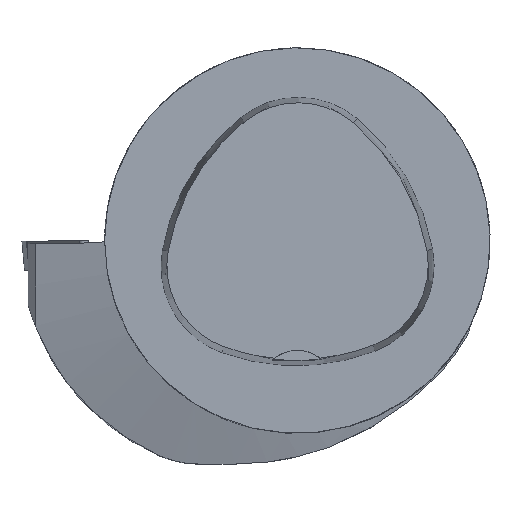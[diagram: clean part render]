
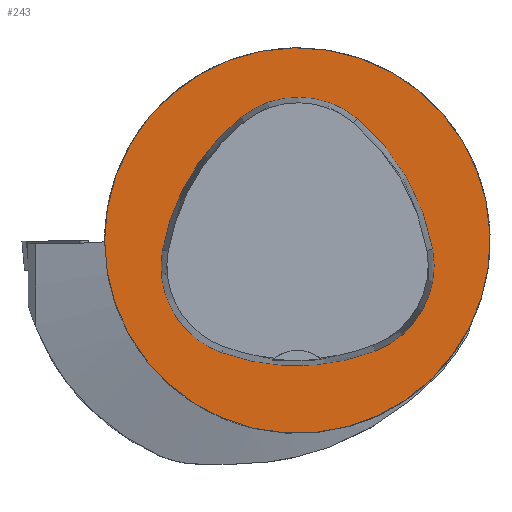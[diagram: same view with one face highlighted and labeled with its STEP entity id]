
A CAD part, top view. The second image highlights one B-rep face of the part: STEP entity #243.
In plain terms, the highlighted planar face has unit normal (0, 0, 1).
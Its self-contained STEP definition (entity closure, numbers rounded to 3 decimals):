
#243=ADVANCED_FACE('',(#473,#474),#294,.T.);
#294=PLANE('',#1366);
#473=FACE_BOUND('',#526,.T.);
#474=FACE_BOUND('',#527,.T.);
#526=EDGE_LOOP('',(#746,#747,#748,#749,#750,#751));
#527=EDGE_LOOP('',(#752));
#746=ORIENTED_EDGE('',*,*,#1114,.T.);
#747=ORIENTED_EDGE('',*,*,#1094,.T.);
#748=ORIENTED_EDGE('',*,*,#1098,.T.);
#749=ORIENTED_EDGE('',*,*,#1101,.T.);
#750=ORIENTED_EDGE('',*,*,#1104,.T.);
#751=ORIENTED_EDGE('',*,*,#1112,.T.);
#752=ORIENTED_EDGE('',*,*,#1070,.F.);
#949=VERTEX_POINT('',#2052);
#968=VERTEX_POINT('',#2142);
#969=VERTEX_POINT('',#2143);
#972=VERTEX_POINT('',#2151);
#974=VERTEX_POINT('',#2157);
#976=VERTEX_POINT('',#2163);
#983=VERTEX_POINT('',#2184);
#1070=EDGE_CURVE('',#949,#949,#1172,.T.);
#1094=EDGE_CURVE('',#968,#969,#1175,.T.);
#1098=EDGE_CURVE('',#969,#972,#1177,.T.);
#1101=EDGE_CURVE('',#972,#974,#1179,.T.);
#1104=EDGE_CURVE('',#974,#976,#1181,.T.);
#1112=EDGE_CURVE('',#976,#983,#1185,.T.);
#1114=EDGE_CURVE('',#983,#968,#1187,.T.);
#1172=CIRCLE('',#1331,31.5);
#1175=CIRCLE('',#1344,36.);
#1177=CIRCLE('',#1347,15.);
#1179=CIRCLE('',#1350,36.);
#1181=CIRCLE('',#1353,15.);
#1185=CIRCLE('',#1358,36.);
#1187=CIRCLE('',#1361,15.);
#1331=AXIS2_PLACEMENT_3D('',#2051,#1575,#1576);
#1344=AXIS2_PLACEMENT_3D('',#2141,#1606,#1607);
#1347=AXIS2_PLACEMENT_3D('',#2150,#1614,#1615);
#1350=AXIS2_PLACEMENT_3D('',#2156,#1621,#1622);
#1353=AXIS2_PLACEMENT_3D('',#2162,#1628,#1629);
#1358=AXIS2_PLACEMENT_3D('',#2185,#1640,#1641);
#1361=AXIS2_PLACEMENT_3D('',#2188,#1646,#1647);
#1366=AXIS2_PLACEMENT_3D('',#2193,#1656,#1657);
#1575=DIRECTION('',(0.,0.,-1.));
#1576=DIRECTION('',(-1.,0.,0.));
#1606=DIRECTION('',(0.,0.,-1.));
#1607=DIRECTION('',(-1.,0.,0.));
#1614=DIRECTION('',(0.,0.,-1.));
#1615=DIRECTION('',(-1.,0.,0.));
#1621=DIRECTION('',(0.,0.,-1.));
#1622=DIRECTION('',(-1.,0.,0.));
#1628=DIRECTION('',(0.,0.,-1.));
#1629=DIRECTION('',(-1.,0.,0.));
#1640=DIRECTION('',(0.,0.,-1.));
#1641=DIRECTION('',(-1.,0.,0.));
#1646=DIRECTION('',(0.,0.,-1.));
#1647=DIRECTION('',(-1.,0.,0.));
#1656=DIRECTION('',(0.,0.,1.));
#1657=DIRECTION('',(1.,0.,0.));
#2051=CARTESIAN_POINT('',(0.,0.,0.));
#2052=CARTESIAN_POINT('',(-31.5,0.,0.));
#2141=CARTESIAN_POINT('',(13.398,-7.893,0.));
#2142=CARTESIAN_POINT('',(-22.041,-1.562,0.));
#2143=CARTESIAN_POINT('',(-9.317,20.036,0.));
#2150=CARTESIAN_POINT('',(0.148,8.399,0.));
#2151=CARTESIAN_POINT('',(9.779,19.898,0.));
#2156=CARTESIAN_POINT('',(-13.337,-7.7,0.));
#2157=CARTESIAN_POINT('',(22.122,-1.48,0.));
#2162=CARTESIAN_POINT('',(7.347,-4.071,0.));
#2163=CARTESIAN_POINT('',(12.693,-18.087,0.));
#2184=CARTESIAN_POINT('',(-12.373,-18.307,0.));
#2185=CARTESIAN_POINT('',(-0.137,15.55,0.));
#2188=CARTESIAN_POINT('',(-7.275,-4.2,0.));
#2193=CARTESIAN_POINT('',(0.,0.,0.));
